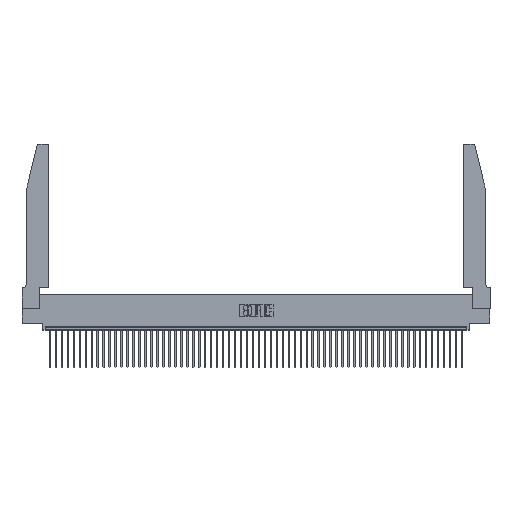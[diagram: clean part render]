
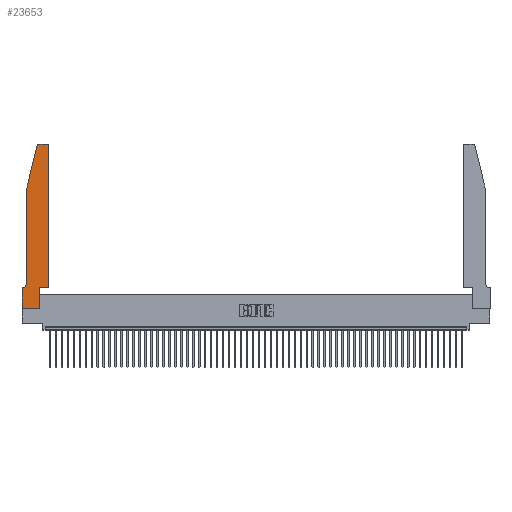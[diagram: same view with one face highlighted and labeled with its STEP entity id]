
A CAD part, top view. The second image highlights one B-rep face of the part: STEP entity #23653.
In plain terms, the highlighted planar face has unit normal (0, 0, 1).
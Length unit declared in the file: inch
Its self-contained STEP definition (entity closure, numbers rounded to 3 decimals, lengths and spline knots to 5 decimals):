
#69 = VECTOR ( 'NONE', #26484, 39.37008 ) ;
#1279 = DIRECTION ( 'NONE',  ( 0., 1., 0. ) ) ;
#1665 = CARTESIAN_POINT ( 'NONE',  ( 0.25487, 2.72718, 0.37 ) ) ;
#2663 = EDGE_CURVE ( 'NONE', #7549, #35888, #42328, .T. ) ;
#3302 = VERTEX_POINT ( 'NONE', #28741 ) ;
#3697 = VERTEX_POINT ( 'NONE', #18061 ) ;
#4951 = VERTEX_POINT ( 'NONE', #8472 ) ;
#5712 = DIRECTION ( 'NONE',  ( 1., 0., 0. ) ) ;
#7549 = VERTEX_POINT ( 'NONE', #38402 ) ;
#7765 = LINE ( 'NONE', #37349, #21982 ) ;
#7968 = VERTEX_POINT ( 'NONE', #1665 ) ;
#8466 = ORIENTED_EDGE ( 'NONE', *, *, #30962, .T. ) ;
#8472 = CARTESIAN_POINT ( 'NONE',  ( 0.4505, 0.35, 0.37 ) ) ;
#9202 = CARTESIAN_POINT ( 'NONE',  ( 0., 0., 0.37 ) ) ;
#10302 = VERTEX_POINT ( 'NONE', #10752 ) ;
#10752 = CARTESIAN_POINT ( 'NONE',  ( 0.4505, 2.72, 0.37 ) ) ;
#11092 = ORIENTED_EDGE ( 'NONE', *, *, #19440, .T. ) ;
#11249 = CARTESIAN_POINT ( 'NONE',  ( 0.284, 2.75, 0.37 ) ) ;
#11466 = ORIENTED_EDGE ( 'NONE', *, *, #12247, .T. ) ;
#11696 = DIRECTION ( 'NONE',  ( 0., 1., 0. ) ) ;
#12007 = VECTOR ( 'NONE', #48427, 39.37008 ) ;
#12060 = PLANE ( 'NONE',  #48292 ) ;
#12247 = EDGE_CURVE ( 'NONE', #37233, #40631, #17175, .T. ) ;
#12873 = ORIENTED_EDGE ( 'NONE', *, *, #25992, .T. ) ;
#13014 = AXIS2_PLACEMENT_3D ( 'NONE', #24387, #32376, #36739 ) ;
#13397 = ORIENTED_EDGE ( 'NONE', *, *, #2663, .T. ) ;
#14922 = EDGE_CURVE ( 'NONE', #38656, #7968, #52487, .T. ) ;
#15225 = LINE ( 'NONE', #40050, #34662 ) ;
#15621 = CARTESIAN_POINT ( 'NONE',  ( 0.0755, 2., 0.37 ) ) ;
#16112 = VECTOR ( 'NONE', #34468, 39.37008 ) ;
#16258 = DIRECTION ( 'NONE',  ( 1., 0., 0. ) ) ;
#16534 = VECTOR ( 'NONE', #1279, 39.37008 ) ;
#16988 = EDGE_CURVE ( 'NONE', #40631, #4951, #31522, .T. ) ;
#17175 = LINE ( 'NONE', #22163, #16534 ) ;
#18061 = CARTESIAN_POINT ( 'NONE',  ( 0.4205, 2.75, 0.37 ) ) ;
#18789 = EDGE_CURVE ( 'NONE', #3302, #37233, #52087, .T. ) ;
#18913 = AXIS2_PLACEMENT_3D ( 'NONE', #34576, #22410, #5712 ) ;
#19440 = EDGE_CURVE ( 'NONE', #35074, #7549, #49392, .T. ) ;
#19480 = AXIS2_PLACEMENT_3D ( 'NONE', #39404, #43614, #51934 ) ;
#19807 = VERTEX_POINT ( 'NONE', #38626 ) ;
#20635 = ORIENTED_EDGE ( 'NONE', *, *, #18789, .T. ) ;
#20725 = EDGE_CURVE ( 'NONE', #10302, #3697, #24546, .T. ) ;
#21285 = CARTESIAN_POINT ( 'NONE',  ( 0.2865, 0.35, 0.37 ) ) ;
#21416 = VECTOR ( 'NONE', #35229, 39.37008 ) ;
#21932 = CARTESIAN_POINT ( 'NONE',  ( 0.2865, 0., 0.37 ) ) ;
#21982 = VECTOR ( 'NONE', #25165, 39.37008 ) ;
#22163 = CARTESIAN_POINT ( 'NONE',  ( 0.2865, 0.35, 0.37 ) ) ;
#22207 = CARTESIAN_POINT ( 'NONE',  ( 0.0755, 2., 0.37 ) ) ;
#22410 = DIRECTION ( 'NONE',  ( 0., 0., 1. ) ) ;
#22484 = CARTESIAN_POINT ( 'NONE',  ( 0.0755, 2., 0.37 ) ) ;
#23372 = EDGE_CURVE ( 'NONE', #4951, #10302, #15225, .T. ) ;
#23653 = ADVANCED_FACE ( 'NONE', ( #34049 ), #12060, .T. ) ;
#24300 = EDGE_CURVE ( 'NONE', #35888, #19807, #42403, .T. ) ;
#24387 = CARTESIAN_POINT ( 'NONE',  ( 0.0055, 0.42, 0.37 ) ) ;
#24546 = CIRCLE ( 'NONE', #18913, 0.03 ) ;
#25165 = DIRECTION ( 'NONE',  ( 0., -1., 0. ) ) ;
#25536 = VECTOR ( 'NONE', #48872, 39.37008 ) ;
#25992 = EDGE_CURVE ( 'NONE', #19807, #3302, #7765, .T. ) ;
#26484 = DIRECTION ( 'NONE',  ( 1., 0., 0. ) ) ;
#28741 = CARTESIAN_POINT ( 'NONE',  ( 0., 0., 0.37 ) ) ;
#29048 = LINE ( 'NONE', #50466, #16112 ) ;
#29209 = ORIENTED_EDGE ( 'NONE', *, *, #16988, .T. ) ;
#30962 = EDGE_CURVE ( 'NONE', #3697, #38656, #29048, .T. ) ;
#31388 = VECTOR ( 'NONE', #48837, 39.37008 ) ;
#31522 = LINE ( 'NONE', #31906, #12007 ) ;
#31906 = CARTESIAN_POINT ( 'NONE',  ( 0.4505, 0.35, 0.37 ) ) ;
#32305 = CARTESIAN_POINT ( 'NONE',  ( 0.0755, 0.35, 0.37 ) ) ;
#32323 = ORIENTED_EDGE ( 'NONE', *, *, #20725, .T. ) ;
#32376 = DIRECTION ( 'NONE',  ( 0., 0., -1. ) ) ;
#34049 = FACE_OUTER_BOUND ( 'NONE', #53831, .T. ) ;
#34468 = DIRECTION ( 'NONE',  ( -1., 0., 0. ) ) ;
#34576 = CARTESIAN_POINT ( 'NONE',  ( 0.4205, 2.72, 0.37 ) ) ;
#34662 = VECTOR ( 'NONE', #11696, 39.37008 ) ;
#35074 = VERTEX_POINT ( 'NONE', #22207 ) ;
#35229 = DIRECTION ( 'NONE',  ( 0., -1., 0. ) ) ;
#35888 = VERTEX_POINT ( 'NONE', #49868 ) ;
#36739 = DIRECTION ( 'NONE',  ( -1., 0., 0. ) ) ;
#37233 = VERTEX_POINT ( 'NONE', #21932 ) ;
#37349 = CARTESIAN_POINT ( 'NONE',  ( 0., 0., 0.37 ) ) ;
#37805 = ORIENTED_EDGE ( 'NONE', *, *, #24300, .T. ) ;
#38235 = ORIENTED_EDGE ( 'NONE', *, *, #23372, .T. ) ;
#38402 = CARTESIAN_POINT ( 'NONE',  ( 0.0755, 0.42, 0.37 ) ) ;
#38547 = LINE ( 'NONE', #15621, #25536 ) ;
#38626 = CARTESIAN_POINT ( 'NONE',  ( 0., 0.35, 0.37 ) ) ;
#38628 = EDGE_CURVE ( 'NONE', #7968, #35074, #38547, .T. ) ;
#38656 = VERTEX_POINT ( 'NONE', #11249 ) ;
#39404 = CARTESIAN_POINT ( 'NONE',  ( 0.284, 2.72, 0.37 ) ) ;
#40050 = CARTESIAN_POINT ( 'NONE',  ( 0.4505, 0.35, 0.37 ) ) ;
#40631 = VERTEX_POINT ( 'NONE', #21285 ) ;
#41136 = CARTESIAN_POINT ( 'NONE',  ( 0., 0.35, 0.37 ) ) ;
#42328 = CIRCLE ( 'NONE', #13014, 0.07 ) ;
#42403 = LINE ( 'NONE', #32305, #31388 ) ;
#43614 = DIRECTION ( 'NONE',  ( 0., 0., 1. ) ) ;
#45456 = ORIENTED_EDGE ( 'NONE', *, *, #14922, .T. ) ;
#48292 = AXIS2_PLACEMENT_3D ( 'NONE', #41136, #48781, #16258 ) ;
#48427 = DIRECTION ( 'NONE',  ( 1., 0., 0. ) ) ;
#48781 = DIRECTION ( 'NONE',  ( 0., 0., 1. ) ) ;
#48837 = DIRECTION ( 'NONE',  ( -1., 0., 0. ) ) ;
#48872 = DIRECTION ( 'NONE',  ( -0.239, -0.971, 0. ) ) ;
#49392 = LINE ( 'NONE', #22484, #21416 ) ;
#49868 = CARTESIAN_POINT ( 'NONE',  ( 0.0055, 0.35, 0.37 ) ) ;
#50466 = CARTESIAN_POINT ( 'NONE',  ( 0.2605, 2.75, 0.37 ) ) ;
#51934 = DIRECTION ( 'NONE',  ( 1., 0., 0. ) ) ;
#52087 = LINE ( 'NONE', #9202, #69 ) ;
#52487 = CIRCLE ( 'NONE', #19480, 0.03 ) ;
#53758 = ORIENTED_EDGE ( 'NONE', *, *, #38628, .T. ) ;
#53831 = EDGE_LOOP ( 'NONE', ( #8466, #45456, #53758, #11092, #13397, #37805, #12873, #20635, #11466, #29209, #38235, #32323 ) ) ;
